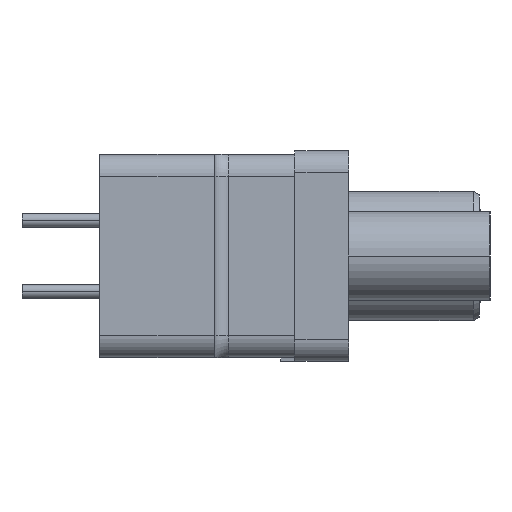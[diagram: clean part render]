
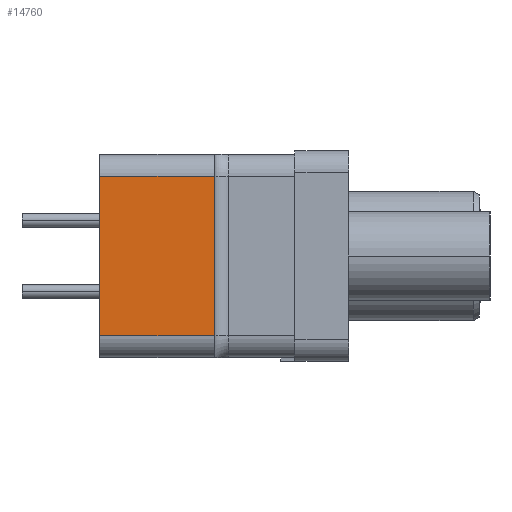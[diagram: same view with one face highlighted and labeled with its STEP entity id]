
A CAD part, left-side view. The second image highlights one B-rep face of the part: STEP entity #14760.
In plain terms, the highlighted planar face has unit normal (-1, 0, 0).
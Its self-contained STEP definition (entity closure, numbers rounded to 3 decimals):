
#615=DIRECTION('',(0.,-1.,0.));
#616=VECTOR('',#615,4.06);
#617=CARTESIAN_POINT('',(-21.336,8.845,-2.83));
#618=LINE('',#617,#616);
#632=DIRECTION('',(0.,0.,-1.));
#633=VECTOR('',#632,5.66);
#634=CARTESIAN_POINT('',(-21.336,8.845,2.83));
#635=LINE('',#634,#633);
#2743=DIRECTION('',(0.,1.,0.));
#2744=VECTOR('',#2743,4.06);
#2745=CARTESIAN_POINT('',(-21.336,4.785,2.83));
#2746=LINE('',#2745,#2744);
#2751=DIRECTION('',(0.,0.,-1.));
#2752=VECTOR('',#2751,5.66);
#2753=CARTESIAN_POINT('',(-21.336,4.785,2.83));
#2754=LINE('',#2753,#2752);
#10228=CARTESIAN_POINT('',(-21.336,8.845,2.83));
#10229=VERTEX_POINT('',#10228);
#10230=CARTESIAN_POINT('',(-21.336,8.845,-2.83));
#10231=VERTEX_POINT('',#10230);
#10251=CARTESIAN_POINT('',(-21.336,4.785,-2.83));
#10252=VERTEX_POINT('',#10251);
#10253=CARTESIAN_POINT('',(-21.336,4.785,2.83));
#10254=VERTEX_POINT('',#10253);
#14749=CARTESIAN_POINT('',(-21.336,8.845,-3.62));
#14750=DIRECTION('',(-1.,0.,0.));
#14751=DIRECTION('',(0.,0.,1.));
#14752=AXIS2_PLACEMENT_3D('',#14749,#14750,#14751);
#14753=PLANE('',#14752);
#14754=ORIENTED_EDGE('',*,*,#14742,.F.);
#14755=ORIENTED_EDGE('',*,*,#11465,.T.);
#14756=ORIENTED_EDGE('',*,*,#11492,.F.);
#14757=ORIENTED_EDGE('',*,*,#11507,.F.);
#14758=EDGE_LOOP('',(#14754,#14755,#14756,#14757));
#14759=FACE_OUTER_BOUND('',#14758,.F.);
#14760=ADVANCED_FACE('',(#14759),#14753,.T.);
#11465=EDGE_CURVE('',#10254,#10252,#2754,.T.);
#11492=EDGE_CURVE('',#10231,#10252,#618,.T.);
#11507=EDGE_CURVE('',#10229,#10231,#635,.T.);
#14742=EDGE_CURVE('',#10254,#10229,#2746,.T.);
